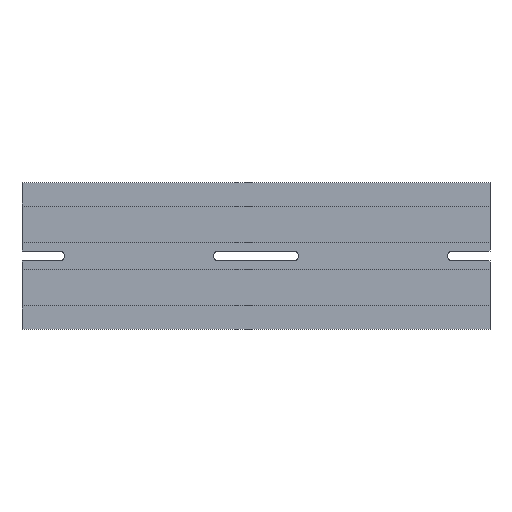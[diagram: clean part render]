
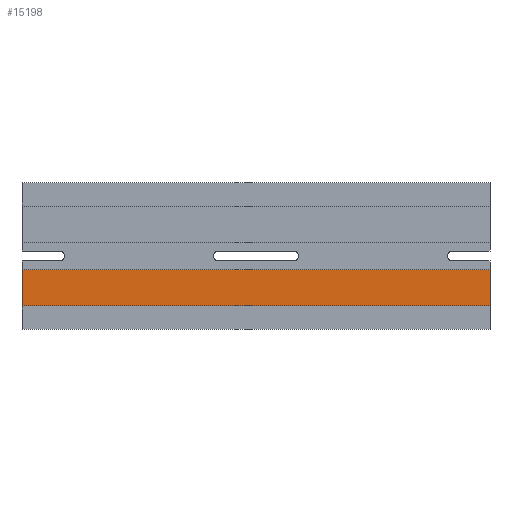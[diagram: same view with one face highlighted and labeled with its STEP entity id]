
A CAD part, front view. The second image highlights one B-rep face of the part: STEP entity #15198.
In plain terms, the highlighted planar face has unit normal (0, -1, 0).
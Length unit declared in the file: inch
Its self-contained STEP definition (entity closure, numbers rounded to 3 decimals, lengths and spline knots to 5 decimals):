
#7066=DIRECTION('',(0.,0.,-1.));
#7067=VECTOR('',#7066,0.96);
#7068=CARTESIAN_POINT('',(-6.23,-0.37,-0.37));
#7069=LINE('',#7068,#7067);
#7073=DIRECTION('',(-1.,0.,0.));
#7074=VECTOR('',#7073,12.46);
#7075=CARTESIAN_POINT('',(6.23,-0.37,-0.37));
#7076=LINE('',#7075,#7074);
#7080=DIRECTION('',(0.,0.,1.));
#7081=VECTOR('',#7080,0.96);
#7082=CARTESIAN_POINT('',(6.23,-0.37,-1.33));
#7083=LINE('',#7082,#7081);
#7094=DIRECTION('',(-1.,0.,0.));
#7095=VECTOR('',#7094,12.46);
#7096=CARTESIAN_POINT('',(6.23,-0.37,-1.33));
#7097=LINE('',#7096,#7095);
#8304=CARTESIAN_POINT('',(6.23,-0.37,-1.33));
#8305=VERTEX_POINT('',#8304);
#8322=CARTESIAN_POINT('',(6.23,-0.37,-0.37));
#8323=VERTEX_POINT('',#8322);
#8334=CARTESIAN_POINT('',(-6.23,-0.37,-0.37));
#8335=VERTEX_POINT('',#8334);
#8338=CARTESIAN_POINT('',(-6.23,-0.37,-1.33));
#8339=VERTEX_POINT('',#8338);
#15186=CARTESIAN_POINT('',(6.23,-0.37,-0.37));
#15187=DIRECTION('',(0.,1.,0.));
#15188=DIRECTION('',(0.,0.,1.));
#15189=AXIS2_PLACEMENT_3D('',#15186,#15187,#15188);
#15190=PLANE('',#15189);
#15191=ORIENTED_EDGE('',*,*,#15126,.F.);
#15192=ORIENTED_EDGE('',*,*,#15181,.F.);
#15193=ORIENTED_EDGE('',*,*,#14888,.F.);
#15195=ORIENTED_EDGE('',*,*,#15194,.T.);
#15196=EDGE_LOOP('',(#15191,#15192,#15193,#15195));
#15197=FACE_OUTER_BOUND('',#15196,.F.);
#14888=EDGE_CURVE('',#8305,#8323,#7083,.T.);
#15126=EDGE_CURVE('',#8335,#8339,#7069,.T.);
#15181=EDGE_CURVE('',#8323,#8335,#7076,.T.);
#15194=EDGE_CURVE('',#8305,#8339,#7097,.T.);
#15198=ADVANCED_FACE('',(#15197),#15190,.F.);
